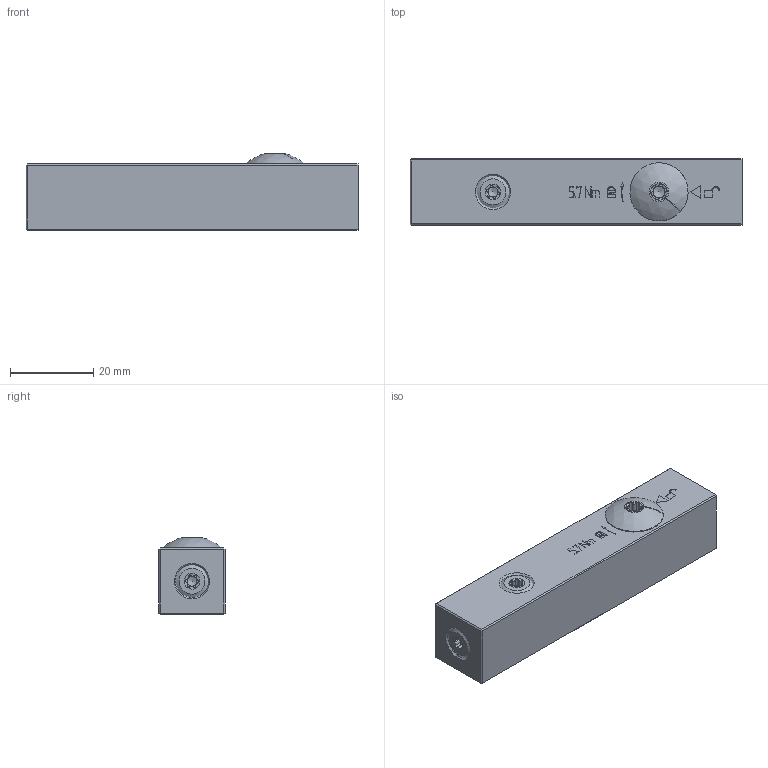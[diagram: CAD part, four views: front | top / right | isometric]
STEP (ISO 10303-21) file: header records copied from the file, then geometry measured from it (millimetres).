
FILE_DESCRIPTION (( 'STEP AP214' ), '1' );
FILE_NAME ('V16.LW4.K01.080.STEP', '2025-08-06T11:16:17', ( '' ), ( '' ), 'SwSTEP 2.0', 'SolidWorks 2022', '' );
FILE_SCHEMA (( 'AUTOMOTIVE_DESIGN' ));
Length unit declared in the file: millimetre
Products named in the file (6): DIN 3771 - 10x1; V16.LW4.K01.080; LWX-ER1.008.004_A; LW4-ER1.014.019_D_Standard<Wie bearbeitet>; V16-LW4.K01.080_D; LW4-ER1.014.019
Assembly tree (7 placements, depth 3):
  V16.LW4.K01.080
    V16-LW4.K01.080_D
    LW4-ER1.014.019
      LW4-ER1.014.019_D_Standard<Wie bearbeitet>
      DIN 3771 - 10x1  x2
    LWX-ER1.008.004_A  x2
Bounding box: 80 x 16 x 18.5 mm (x, y, z)
Volume: 17212.6 mm3; surface area: 9153.5 mm2
Topology: 6 solids, 6 shells, 206 faces, 588 edges, 413 vertices
Faces by surface type: plane 95, cylinder 70, cone 19, torus 9, bspline 9, sphere 4
Full cylindrical faces by diameter (mm): 1 x1, 2.4 x2, 2.85 x1, 5 x1, 7 x2, 7.8 x1, 8 x2, 10.2 x2, 12 x5, 12.863 x1, 14 x1
Entity records: 7722 total; most frequent: CARTESIAN_POINT 2745, ORIENTED_EDGE 948, DIRECTION 899, EDGE_CURVE 474, VERTEX_POINT 359, AXIS2_PLACEMENT_3D 339, EDGE_LOOP 243, VECTOR 221
